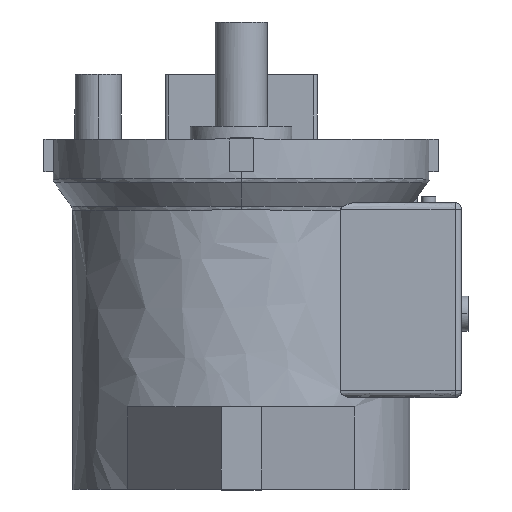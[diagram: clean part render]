
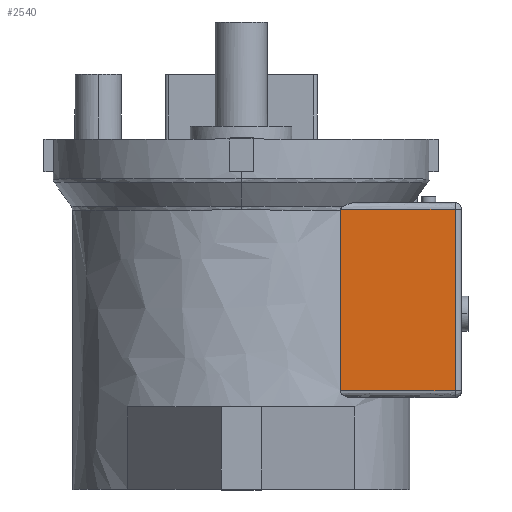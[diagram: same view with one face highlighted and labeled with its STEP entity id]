
A CAD part, top view. The second image highlights one B-rep face of the part: STEP entity #2540.
In plain terms, the highlighted free-form (B-spline) face has degree [1, 1] with [2, 2] control points.
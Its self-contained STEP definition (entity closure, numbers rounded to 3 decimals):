
#53 = CARTESIAN_POINT ( 'NONE',  ( 280.288, 489.976, 1021.596 ) ) ;
#484 = CARTESIAN_POINT ( 'NONE',  ( 280.288, 517.834, 1021.596 ) ) ;
#644 = CARTESIAN_POINT ( 'NONE',  ( 280.288, 517.834, 1021.596 ) ) ;
#727 = CARTESIAN_POINT ( 'NONE',  ( 280.288, 517.834, 1021.596 ) ) ;
#1008 = B_SPLINE_CURVE_WITH_KNOTS ( 'NONE', 3,
 ( #3982, #3179, #8576, #727 ),
 .UNSPECIFIED., .F., .F.,
 ( 4, 4 ),
 ( 0., 1. ),
 .UNSPECIFIED. ) ;
#1109 = ORIENTED_EDGE ( 'NONE', *, *, #9978, .T. ) ;
#1673 = CARTESIAN_POINT ( 'NONE',  ( 297.959, 489.976, 1021.596 ) ) ;
#1687 = CARTESIAN_POINT ( 'NONE',  ( 297.959, 489.976, 1021.596 ) ) ;
#1815 = CARTESIAN_POINT ( 'NONE',  ( 280.306, 517.976, 1021.596 ) ) ;
#2143 = CARTESIAN_POINT ( 'NONE',  ( 280.306, 517.976, 1021.596 ) ) ;
#2540 = ADVANCED_FACE ( 'NONE', ( #9326 ), #7855, .T. ) ;
#3179 = CARTESIAN_POINT ( 'NONE',  ( 280.294, 517.929, 1021.596 ) ) ;
#3201 = CARTESIAN_POINT ( 'NONE',  ( 280.288, 489.976, 1021.596 ) ) ;
#3584 = ORIENTED_EDGE ( 'NONE', *, *, #6788, .T. ) ;
#3756 = CARTESIAN_POINT ( 'NONE',  ( 280.288, 489.976, 1021.596 ) ) ;
#3926 = CARTESIAN_POINT ( 'NONE',  ( 280.288, 517.976, 1021.596 ) ) ;
#3982 = CARTESIAN_POINT ( 'NONE',  ( 280.306, 517.976, 1021.596 ) ) ;
#4082 = ORIENTED_EDGE ( 'NONE', *, *, #6603, .T. ) ;
#4377 = CARTESIAN_POINT ( 'NONE',  ( 297.959, 517.976, 1021.596 ) ) ;
#4381 = EDGE_LOOP ( 'NONE', ( #6547, #4082, #3584, #5650, #1109 ) ) ;
#4407 = VERTEX_POINT ( 'NONE', #2143 ) ;
#4747 = EDGE_CURVE ( 'NONE', #5872, #7323, #5082, .T. ) ;
#5082 = B_SPLINE_CURVE_WITH_KNOTS ( 'NONE', 1,
 ( #644, #3756 ),
 .UNSPECIFIED., .F., .F.,
 ( 2, 2 ),
 ( 0., 1. ),
 .UNSPECIFIED. ) ;
#5575 = CARTESIAN_POINT ( 'NONE',  ( 297.959, 517.976, 1021.596 ) ) ;
#5650 = ORIENTED_EDGE ( 'NONE', *, *, #7970, .T. ) ;
#5872 = VERTEX_POINT ( 'NONE', #484 ) ;
#6231 = CARTESIAN_POINT ( 'NONE',  ( 280.288, 489.976, 1021.596 ) ) ;
#6284 = CARTESIAN_POINT ( 'NONE',  ( 297.959, 517.976, 1021.596 ) ) ;
#6547 = ORIENTED_EDGE ( 'NONE', *, *, #4747, .T. ) ;
#6603 = EDGE_CURVE ( 'NONE', #7323, #8761, #8435, .T. ) ;
#6788 = EDGE_CURVE ( 'NONE', #8761, #9626, #8664, .T. ) ;
#6834 = CARTESIAN_POINT ( 'NONE',  ( 297.959, 489.976, 1021.596 ) ) ;
#7182 = CARTESIAN_POINT ( 'NONE',  ( 297.959, 517.976, 1021.596 ) ) ;
#7323 = VERTEX_POINT ( 'NONE', #53 ) ;
#7855 = B_SPLINE_SURFACE_WITH_KNOTS ( 'NONE', 1, 1, ( 
 ( #6231, #3926 ),
 ( #1687, #6284 ) ),
 .UNSPECIFIED., .F., .F., .F.,
 ( 2, 2 ),
 ( 2, 2 ),
 ( 0., 1. ),
 ( 0., 1. ),
 .UNSPECIFIED. ) ;
#7970 = EDGE_CURVE ( 'NONE', #9626, #4407, #8373, .T. ) ;
#8373 = B_SPLINE_CURVE_WITH_KNOTS ( 'NONE', 1,
 ( #7182, #1815 ),
 .UNSPECIFIED., .F., .F.,
 ( 2, 2 ),
 ( 0., 1. ),
 .UNSPECIFIED. ) ;
#8435 = B_SPLINE_CURVE_WITH_KNOTS ( 'NONE', 1,
 ( #3201, #1673 ),
 .UNSPECIFIED., .F., .F.,
 ( 2, 2 ),
 ( 0., 1. ),
 .UNSPECIFIED. ) ;
#8576 = CARTESIAN_POINT ( 'NONE',  ( 280.288, 517.881, 1021.596 ) ) ;
#8664 = B_SPLINE_CURVE_WITH_KNOTS ( 'NONE', 1,
 ( #8858, #4377 ),
 .UNSPECIFIED., .F., .F.,
 ( 2, 2 ),
 ( 0., 1. ),
 .UNSPECIFIED. ) ;
#8761 = VERTEX_POINT ( 'NONE', #6834 ) ;
#8858 = CARTESIAN_POINT ( 'NONE',  ( 297.959, 489.976, 1021.596 ) ) ;
#9326 = FACE_OUTER_BOUND ( 'NONE', #4381, .T. ) ;
#9626 = VERTEX_POINT ( 'NONE', #5575 ) ;
#9978 = EDGE_CURVE ( 'NONE', #4407, #5872, #1008, .T. ) ;
